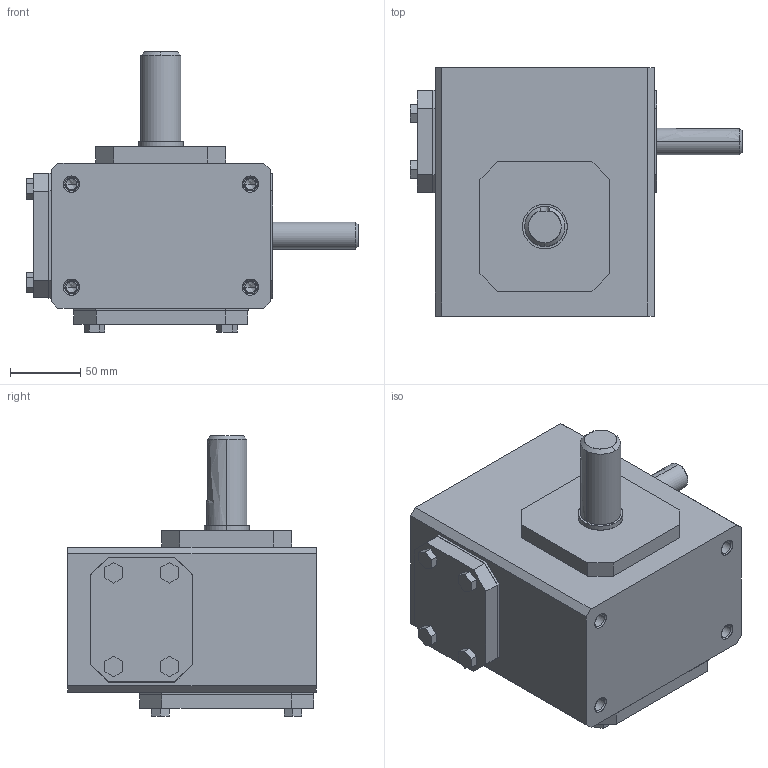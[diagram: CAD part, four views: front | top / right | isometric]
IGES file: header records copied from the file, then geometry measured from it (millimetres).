
Start section: SolidWorks IGES file using analytic representation for surfaces
Global section: file name: 23DEFAU08121119413019.igs; native system: SolidWorks 2017; preprocessor: SolidWorks 2017; author: partstream; date: 170812.111944; units: inch
Bounding box: 235.71 x 176.28 x 199.14 mm (x, y, z)
Surface area: 152871.5 mm2 (no closed solid volume)
Topology: 0 solids, 0 shells, 303 faces, 2915 edges, 2891 vertices
Faces by surface type: bspline 194, revolution 109
